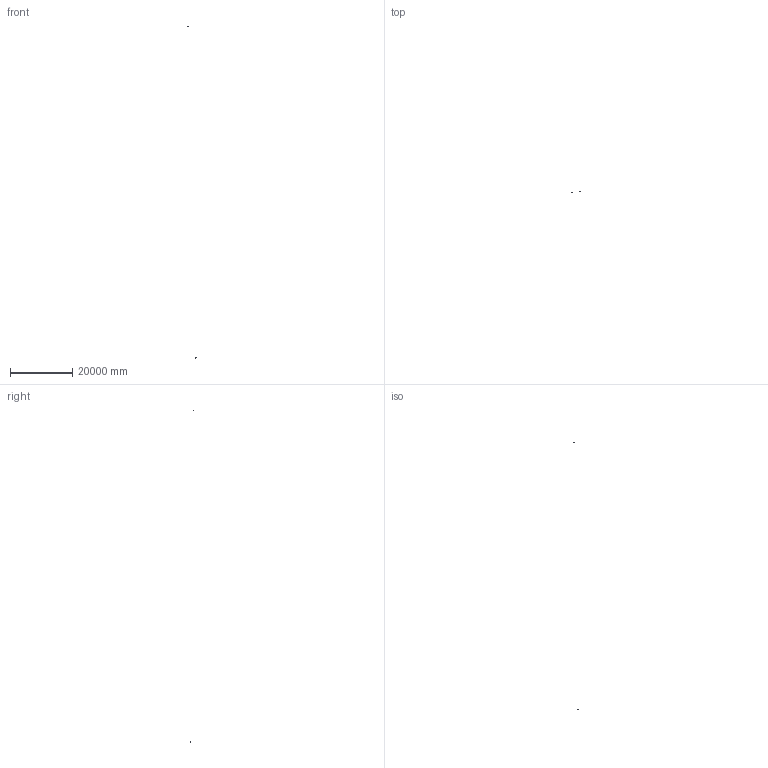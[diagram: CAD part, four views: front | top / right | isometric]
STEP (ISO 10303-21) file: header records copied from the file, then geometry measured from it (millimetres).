
FILE_DESCRIPTION( ( 'Unknown' ), '1' );
FILE_NAME( 'Acoplamento.stp', 'Unknown', ( 'Unknown' ), ( 'Unknown' ), 'PSStep 13.0', 'Unknown', ' ' );
FILE_SCHEMA( ( 'AUTOMOTIVE_DESIGN { 1 0 10303 214 1 1 1 1 }' ) );
Length unit declared in the file: millimetre
Products named in the file (79): Assem1; Part61; Part62; Part63; Part63_0; Part63_1; Part63_2; Part63_3; Part63_4; Part63_5; Part63_6; Part63_7; Part63_8; Part63_9; Part63_10; Part63_11; Part63_12; Part63_13; Part63_14; Part63_15; Part63_16; Part63_17; Part63_18; Part63_19; Part63_20; Part63_21; Part63_22; Part63_23; Part63_24; Part63_25; Part63_26; Part63_27; Part63_28; Part63_29; Part63_30; Part63_31; Part63_32; Part63_33; Part63_34; Part63_35 ...
Bounding box: 2608.9 x 793.45 x 106873.04 mm (x, y, z)
Volume: 683979 mm3; surface area: 234302.3 mm2
Topology: 232 solids, 232 shells, 2191 faces, 4827 edges, 3218 vertices
Faces by surface type: cylinder 1319, plane 594, cone 278
Full cylindrical faces by diameter (mm): 5 x342, 10 x57, 78.8 x4
Entity records: 32152 total; most frequent: DIRECTION 4788, CARTESIAN_POINT 4486, ORIENTED_EDGE 3504, AXIS2_PLACEMENT_3D 2194, EDGE_CURVE 1752, VERTEX_POINT 1284, EDGE_LOOP 1248, CIRCLE 1200
